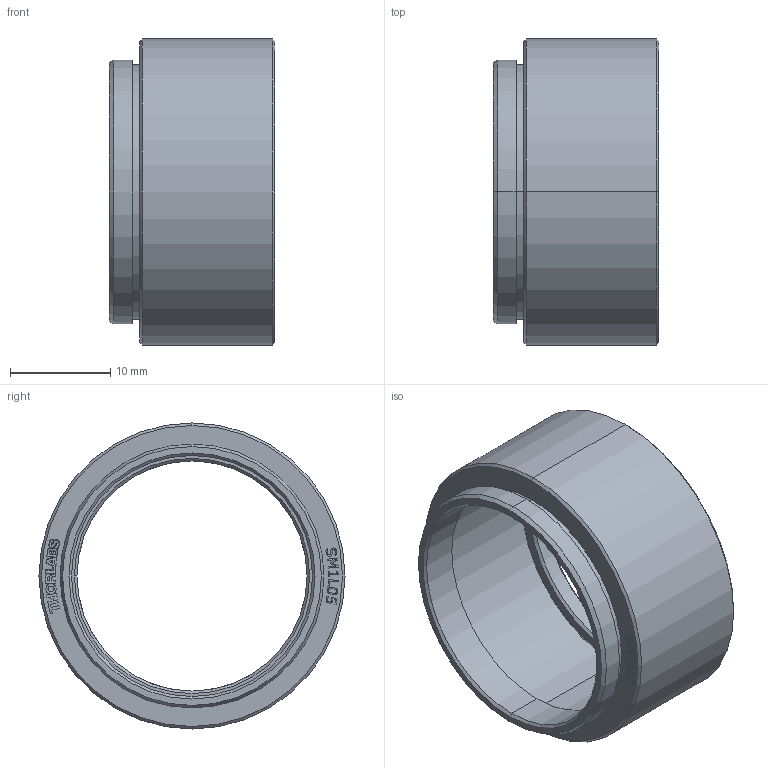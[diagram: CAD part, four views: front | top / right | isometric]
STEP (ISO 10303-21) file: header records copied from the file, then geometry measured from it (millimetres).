
FILE_DESCRIPTION (( 'STEP AP214' ), '1' );
FILE_NAME ('0370-E0W.STEP', '2015-12-21T22:01:16', ( '' ), ( '' ), 'SwSTEP 2.0', 'SolidWorks 2014', '' );
FILE_SCHEMA (( 'AUTOMOTIVE_DESIGN' ));
Length unit declared in the file: inch
Products named in the file (1): 0370-E0W
Bounding box: 16.51 x 30.48 x 30.48 mm (x, y, z)
Volume: 3052.5 mm3; surface area: 3948.5 mm2
Topology: 2 solids, 2 shells, 299 faces, 797 edges, 526 vertices
Faces by surface type: bspline 154, plane 109, cone 22, cylinder 14
Entity records: 16211 total; most frequent: CARTESIAN_POINT 5865, ORIENTED_EDGE 1594, DIRECTION 819, EDGE_CURVE 797, VERTEX_POINT 526, LINE 411, VECTOR 411, B_SPLINE_CURVE_WITH_KNOTS 328
